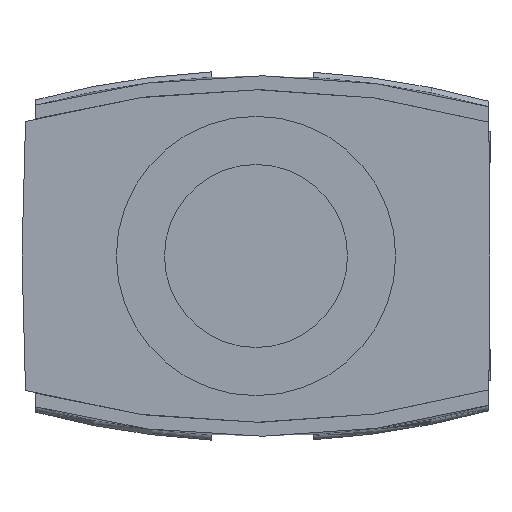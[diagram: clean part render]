
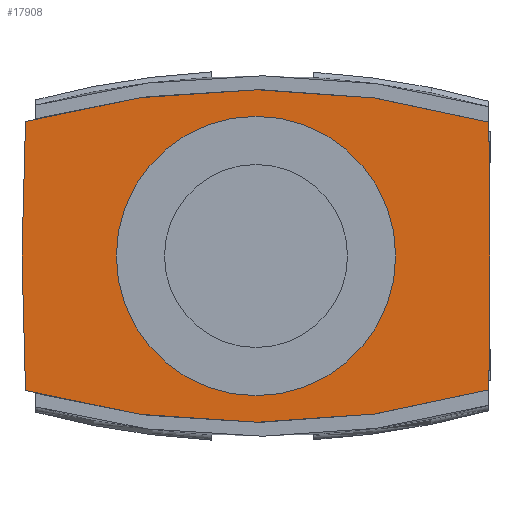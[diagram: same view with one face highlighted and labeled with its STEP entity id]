
A CAD part, front view. The second image highlights one B-rep face of the part: STEP entity #17908.
In plain terms, the highlighted planar face has unit normal (0, -1, 0).
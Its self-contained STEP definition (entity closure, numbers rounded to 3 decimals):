
#1221=CARTESIAN_POINT('',(-18.038,0.0,1.5));
#1222=VERTEX_POINT('',#1221);
#1231=CARTESIAN_POINT('',(18.038,0.0,-1.5));
#1232=VERTEX_POINT('',#1231);
#1233=CARTESIAN_POINT('',(0.0,0.0,0.));
#1234=DIRECTION('',(0.0,1.,0.0));
#1235=DIRECTION('',(0.997,0.0,-0.083));
#1236=AXIS2_PLACEMENT_3D('',#1233,#1234,#1235);
#1237=CIRCLE('',#1236,18.1);
#1238=EDGE_CURVE('',#1232,#1222,#1237,.T.);
#17489=CARTESIAN_POINT('',(-32.996,0.0,-19.253));
#17490=VERTEX_POINT('',#17489);
#17497=CARTESIAN_POINT('',(-33.5,0.0,0.0));
#17498=VERTEX_POINT('',#17497);
#17499=CARTESIAN_POINT('',(-32.996,0.0,-19.253));
#17500=DIRECTION('',(-0.026,0.0,1.));
#17501=VECTOR('',#17500,19.26);
#17502=LINE('',#17499,#17501);
#17503=EDGE_CURVE('',#17490,#17498,#17502,.T.);
#17542=CARTESIAN_POINT('',(33.5,0.0,0.0));
#17543=VERTEX_POINT('',#17542);
#17550=CARTESIAN_POINT('',(33.333,0.0,-19.158));
#17551=VERTEX_POINT('',#17550);
#17552=CARTESIAN_POINT('',(33.5,0.0,0.0));
#17553=DIRECTION('',(-0.009,0.0,-1.));
#17554=VECTOR('',#17553,19.159);
#17555=LINE('',#17552,#17554);
#17556=EDGE_CURVE('',#17543,#17551,#17555,.T.);
#17573=CARTESIAN_POINT('',(33.333,0.0,19.158));
#17574=VERTEX_POINT('',#17573);
#17581=CARTESIAN_POINT('',(33.333,0.0,19.158));
#17582=DIRECTION('',(0.009,0.0,-1.));
#17583=VECTOR('',#17582,19.159);
#17584=LINE('',#17581,#17583);
#17585=EDGE_CURVE('',#17574,#17543,#17584,.T.);
#17677=CARTESIAN_POINT('',(18.038,0.0,1.5));
#17678=VERTEX_POINT('',#17677);
#17685=CARTESIAN_POINT('',(0.0,0.0,0.));
#17686=DIRECTION('',(0.0,1.,0.0));
#17687=DIRECTION('',(0.997,0.0,-0.083));
#17688=AXIS2_PLACEMENT_3D('',#17685,#17686,#17687);
#17689=CIRCLE('',#17688,18.1);
#17690=EDGE_CURVE('',#1222,#17678,#17689,.T.);
#17702=CARTESIAN_POINT('',(16.5,0.0,-1.5));
#17703=VERTEX_POINT('',#17702);
#17704=CARTESIAN_POINT('',(16.5,0.0,-1.5));
#17705=DIRECTION('',(1.0,0.0,0.0));
#17706=VECTOR('',#17705,1.538);
#17707=LINE('',#17704,#17706);
#17708=EDGE_CURVE('',#17703,#1232,#17707,.T.);
#17726=CARTESIAN_POINT('',(16.5,0.0,1.5));
#17727=VERTEX_POINT('',#17726);
#17728=CARTESIAN_POINT('',(16.5,0.0,1.5));
#17729=DIRECTION('',(0.0,0.0,-1.0));
#17730=VECTOR('',#17729,3.);
#17731=LINE('',#17728,#17730);
#17732=EDGE_CURVE('',#17727,#17703,#17731,.T.);
#17750=CARTESIAN_POINT('',(18.038,0.0,1.5));
#17751=DIRECTION('',(-1.0,0.0,0.0));
#17752=VECTOR('',#17751,1.538);
#17753=LINE('',#17750,#17752);
#17754=EDGE_CURVE('',#17678,#17727,#17753,.T.);
#17815=CARTESIAN_POINT('',(-32.996,0.0,19.253));
#17816=VERTEX_POINT('',#17815);
#17823=CARTESIAN_POINT('',(0.,0.0,-98.2));
#17824=DIRECTION('',(0.0,1.0,0.0));
#17825=DIRECTION('',(-0.27,0.0,0.963));
#17826=AXIS2_PLACEMENT_3D('',#17823,#17824,#17825);
#17827=CIRCLE('',#17826,122.);
#17828=EDGE_CURVE('',#17816,#17574,#17827,.T.);
#17843=CARTESIAN_POINT('',(-33.5,0.0,0.0));
#17844=DIRECTION('',(0.026,0.0,1.));
#17845=VECTOR('',#17844,19.26);
#17846=LINE('',#17843,#17845);
#17847=EDGE_CURVE('',#17498,#17816,#17846,.T.);
#17867=CARTESIAN_POINT('',(0.,0.0,98.2));
#17868=DIRECTION('',(0.0,1.,0.0));
#17869=DIRECTION('',(0.273,0.0,-0.962));
#17870=AXIS2_PLACEMENT_3D('',#17867,#17868,#17869);
#17871=CIRCLE('',#17870,122.);
#17872=EDGE_CURVE('',#17551,#17490,#17871,.T.);
#17888=CARTESIAN_POINT('',(-1.368,0.0,4.496));
#17889=DIRECTION('',(0.0,1.0,0.0));
#17890=DIRECTION('',(-1.0,0.0,0.0));
#17891=AXIS2_PLACEMENT_3D('',#17888,#17889,#17890);
#17892=PLANE('',#17891);
#17893=ORIENTED_EDGE('',*,*,#17556,.F.);
#17894=ORIENTED_EDGE('',*,*,#17585,.F.);
#17895=ORIENTED_EDGE('',*,*,#17828,.F.);
#17896=ORIENTED_EDGE('',*,*,#17847,.F.);
#17897=ORIENTED_EDGE('',*,*,#17503,.F.);
#17898=ORIENTED_EDGE('',*,*,#17872,.F.);
#17899=EDGE_LOOP('',(#17893,#17894,#17895,#17896,#17897,#17898));
#17900=FACE_OUTER_BOUND('',#17899,.T.);
#17901=ORIENTED_EDGE('',*,*,#1238,.T.);
#17902=ORIENTED_EDGE('',*,*,#17690,.T.);
#17903=ORIENTED_EDGE('',*,*,#17754,.T.);
#17904=ORIENTED_EDGE('',*,*,#17732,.T.);
#17905=ORIENTED_EDGE('',*,*,#17708,.T.);
#17906=EDGE_LOOP('',(#17901,#17902,#17903,#17904,#17905));
#17907=FACE_BOUND('',#17906,.T.);
#17908=ADVANCED_FACE('',(#17900,#17907),#17892,.F.);
